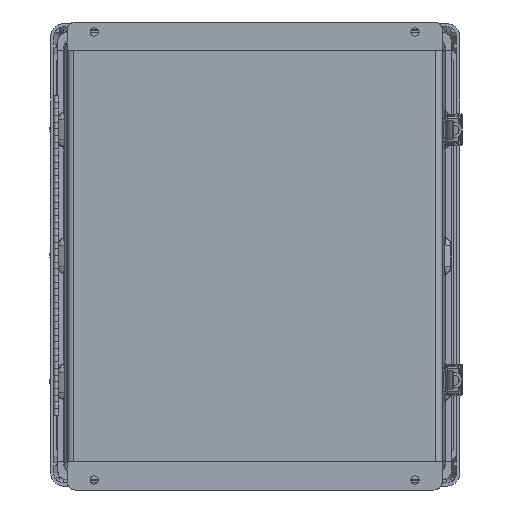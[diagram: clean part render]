
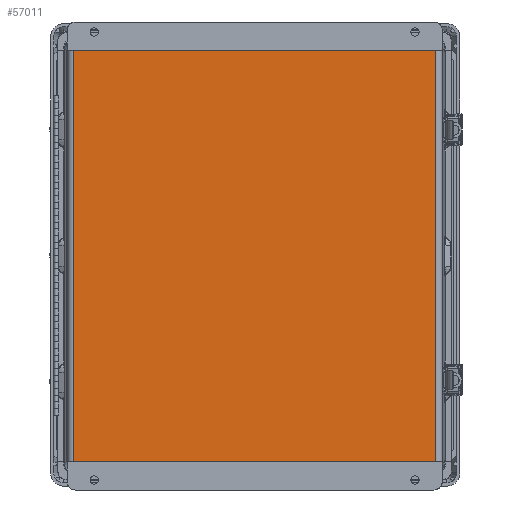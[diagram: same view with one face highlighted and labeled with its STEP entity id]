
A CAD part, front view. The second image highlights one B-rep face of the part: STEP entity #57011.
In plain terms, the highlighted planar face has unit normal (0, -1, 0).
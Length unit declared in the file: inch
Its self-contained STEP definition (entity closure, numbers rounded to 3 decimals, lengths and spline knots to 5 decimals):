
#663 = DIRECTION ( 'NONE',  ( -1., 0., 0. ) ) ;
#1361 = VERTEX_POINT ( 'NONE', #40231 ) ;
#5848 = VECTOR ( 'NONE', #56405, 39.37008 ) ;
#6205 = LINE ( 'NONE', #23464, #5848 ) ;
#7914 = CARTESIAN_POINT ( 'NONE',  ( 15.14294, 6.52222, 20.06101 ) ) ;
#11763 = DIRECTION ( 'NONE',  ( 0., 1., 0. ) ) ;
#21020 = ORIENTED_EDGE ( 'NONE', *, *, #102831, .T. ) ;
#23464 = CARTESIAN_POINT ( 'NONE',  ( 1.56753, 6.52222, 4.66731 ) ) ;
#26400 = EDGE_CURVE ( 'NONE', #1361, #33560, #56490, .T. ) ;
#26446 = EDGE_CURVE ( 'NONE', #66783, #91552, #59787, .T. ) ;
#31915 = DIRECTION ( 'NONE',  ( 0., 0., 1. ) ) ;
#33560 = VERTEX_POINT ( 'NONE', #89897 ) ;
#38677 = CARTESIAN_POINT ( 'NONE',  ( 15.47334, 6.52222, 20.06101 ) ) ;
#40131 = CARTESIAN_POINT ( 'NONE',  ( 15.14294, 6.52222, 4.66731 ) ) ;
#40227 = EDGE_CURVE ( 'NONE', #33560, #91552, #6205, .T. ) ;
#40231 = CARTESIAN_POINT ( 'NONE',  ( 15.14294, 6.52222, 20.06101 ) ) ;
#45511 = ORIENTED_EDGE ( 'NONE', *, *, #26400, .T. ) ;
#56405 = DIRECTION ( 'NONE',  ( 0., 0., -1. ) ) ;
#56490 = LINE ( 'NONE', #38677, #88185 ) ;
#57011 = ADVANCED_FACE ( 'NONE', ( #86472 ), #104266, .F. ) ;
#59458 = CARTESIAN_POINT ( 'NONE',  ( 1.56753, 6.52222, 4.66731 ) ) ;
#59787 = LINE ( 'NONE', #100456, #97090 ) ;
#61422 = CARTESIAN_POINT ( 'NONE',  ( 15.47334, 6.52222, 20.06101 ) ) ;
#66655 = ORIENTED_EDGE ( 'NONE', *, *, #40227, .T. ) ;
#66783 = VERTEX_POINT ( 'NONE', #40131 ) ;
#68491 = EDGE_LOOP ( 'NONE', ( #109944, #21020, #45511, #66655 ) ) ;
#86472 = FACE_OUTER_BOUND ( 'NONE', #68491, .T. ) ;
#88185 = VECTOR ( 'NONE', #106595, 39.37008 ) ;
#89897 = CARTESIAN_POINT ( 'NONE',  ( 1.56753, 6.52222, 20.06101 ) ) ;
#91552 = VERTEX_POINT ( 'NONE', #59458 ) ;
#94381 = AXIS2_PLACEMENT_3D ( 'NONE', #61422, #11763, #105361 ) ;
#97090 = VECTOR ( 'NONE', #663, 39.37008 ) ;
#100456 = CARTESIAN_POINT ( 'NONE',  ( 15.47334, 6.52222, 4.66731 ) ) ;
#102831 = EDGE_CURVE ( 'NONE', #66783, #1361, #108201, .T. ) ;
#104266 = PLANE ( 'NONE',  #94381 ) ;
#105361 = DIRECTION ( 'NONE',  ( 0., 0., -1. ) ) ;
#106458 = VECTOR ( 'NONE', #31915, 39.37008 ) ;
#106595 = DIRECTION ( 'NONE',  ( -1., 0., 0. ) ) ;
#108201 = LINE ( 'NONE', #7914, #106458 ) ;
#109944 = ORIENTED_EDGE ( 'NONE', *, *, #26446, .F. ) ;
